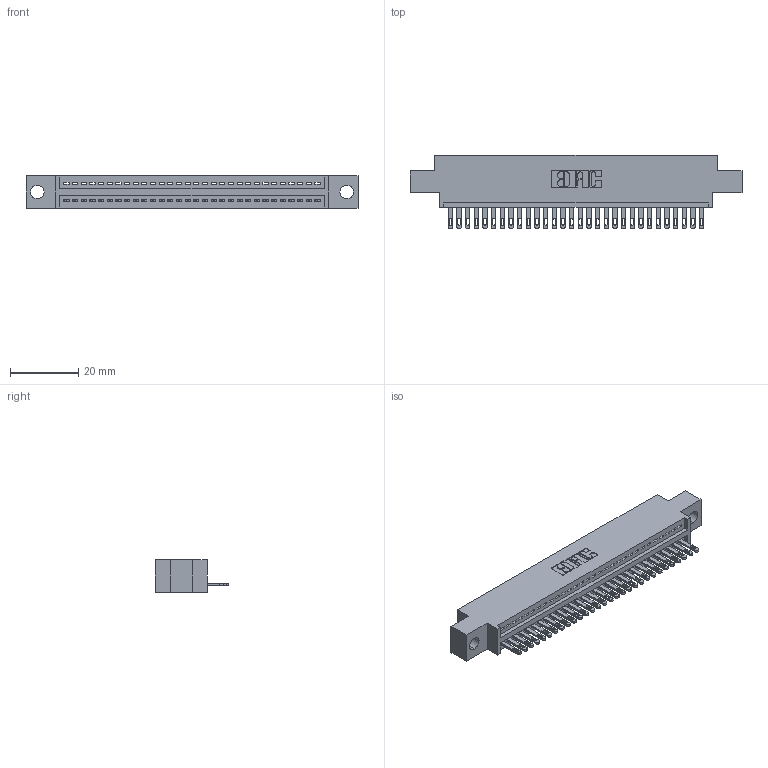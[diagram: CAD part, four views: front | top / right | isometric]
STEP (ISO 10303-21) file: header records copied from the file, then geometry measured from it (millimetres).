
FILE_DESCRIPTION (( 'STEP AP203' ), '1' );
FILE_NAME ('895-030-500-604.STEP', '2020-09-25T17:52:10', ( '' ), ( '' ), 'SwSTEP 2.0', 'SolidWorks 2020', '' );
FILE_SCHEMA (( 'CONFIG_CONTROL_DESIGN' ));
Length unit declared in the file: inch
Products named in the file (3): 345-292-001_345-293-100; 845 Part_0.170 Offset - 0.156 Dia-TH; 895-030-500-604
Assembly tree (31 placements, depth 2):
  895-030-500-604
    845 Part_0.170 Offset - 0.156 Dia-TH
    345-292-001_345-293-100  x30
Bounding box: 97.41 x 21.51 x 9.4 mm (x, y, z)
Volume: 8971 mm3; surface area: 11761.3 mm2
Topology: 31 solids, 31 shells, 1750 faces, 5393 edges, 3594 vertices
Faces by surface type: plane 1104, cylinder 646
Entity records: 24259 total; most frequent: CARTESIAN_POINT 4210, ORIENTED_EDGE 4174, DIRECTION 3695, EDGE_CURVE 2087, LINE 1831, VECTOR 1831, VERTEX_POINT 1390, AXIS2_PLACEMENT_3D 932
